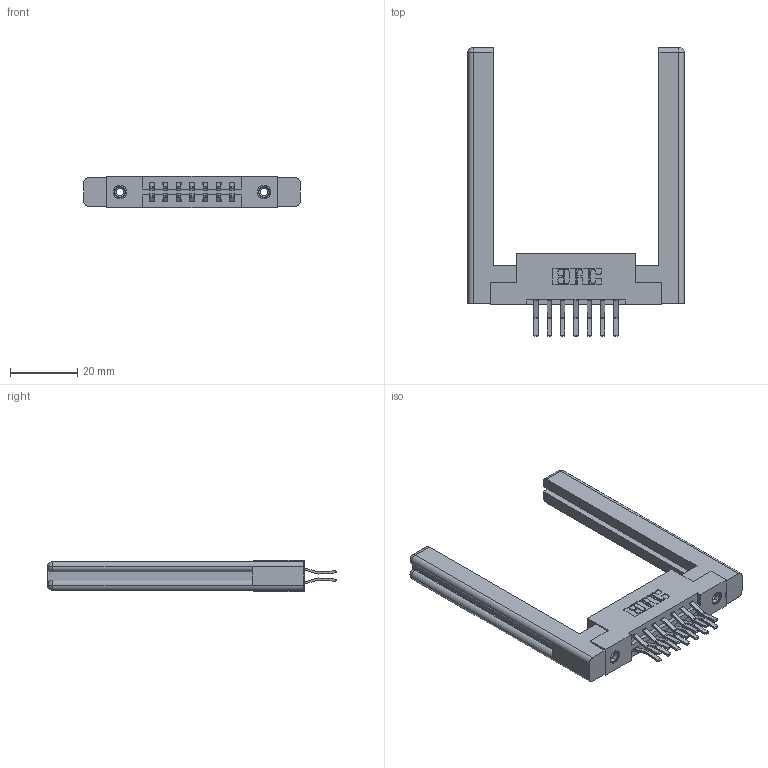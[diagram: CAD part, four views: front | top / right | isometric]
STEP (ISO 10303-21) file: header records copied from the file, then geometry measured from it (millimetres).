
FILE_DESCRIPTION (( 'STEP AP203' ), '1' );
FILE_NAME ('337-014-560-258.STEP', '2019-10-08T12:08:00', ( '' ), ( '' ), 'SwSTEP 2.0', 'SolidWorks 2016', '' );
FILE_SCHEMA (( 'CONFIG_CONTROL_DESIGN' ));
Length unit declared in the file: inch
Products named in the file (5): 337-014-560-258; 345-250-001_345-250-001-102; 307-220-058; 337 Part_Flush Mounting Lugs - 0.156 Dia-TI; 345-292-001_560 Tail
Assembly tree (19 placements, depth 2):
  337-014-560-258
    337 Part_Flush Mounting Lugs - 0.156 Dia-TI
    345-292-001_560 Tail  x14
    345-250-001_345-250-001-102  x2
    307-220-058  x2
Bounding box: 64.36 x 85.87 x 9.4 mm (x, y, z)
Volume: 13551.4 mm3; surface area: 12217.8 mm2
Topology: 19 solids, 19 shells, 1040 faces, 3003 edges, 1970 vertices
Faces by surface type: plane 686, cylinder 330, cone 12, torus 12
Entity records: 12676 total; most frequent: CARTESIAN_POINT 2173, ORIENTED_EDGE 2048, DIRECTION 1932, EDGE_CURVE 1024, VECTOR 844, LINE 844, VERTEX_POINT 674, AXIS2_PLACEMENT_3D 544
